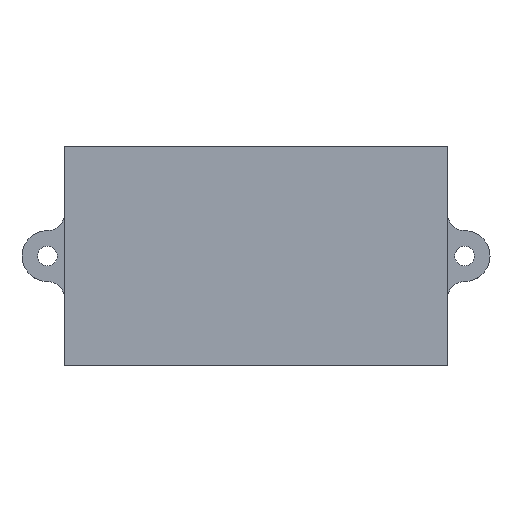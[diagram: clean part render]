
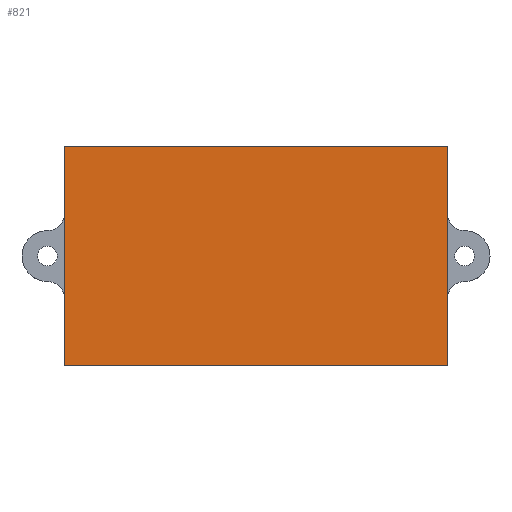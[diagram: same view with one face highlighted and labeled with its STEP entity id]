
A CAD part, top view. The second image highlights one B-rep face of the part: STEP entity #821.
In plain terms, the highlighted planar face has unit normal (0, 0, 1).
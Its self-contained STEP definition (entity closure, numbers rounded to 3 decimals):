
#672 = VERTEX_POINT('',#673);
#673 = CARTESIAN_POINT('',(-6.393,-4.,9.95));
#679 = EDGE_CURVE('',#672,#680,#682,.T.);
#680 = VERTEX_POINT('',#681);
#681 = CARTESIAN_POINT('',(-6.393,35.,9.95));
#682 = LINE('',#683,#684);
#683 = CARTESIAN_POINT('',(-6.393,-4.,9.95));
#684 = VECTOR('',#685,1.);
#685 = DIRECTION('',(0.,1.,0.));
#718 = VERTEX_POINT('',#719);
#719 = CARTESIAN_POINT('',(61.607,-4.,9.95));
#725 = EDGE_CURVE('',#672,#718,#726,.T.);
#726 = LINE('',#727,#728);
#727 = CARTESIAN_POINT('',(-6.393,-4.,9.95));
#728 = VECTOR('',#729,1.);
#729 = DIRECTION('',(1.,0.,0.));
#767 = VERTEX_POINT('',#768);
#768 = CARTESIAN_POINT('',(61.607,35.,9.95));
#774 = EDGE_CURVE('',#718,#767,#775,.T.);
#775 = LINE('',#776,#777);
#776 = CARTESIAN_POINT('',(61.607,-4.,9.95));
#777 = VECTOR('',#778,1.);
#778 = DIRECTION('',(0.,1.,0.));
#810 = EDGE_CURVE('',#680,#767,#811,.T.);
#811 = LINE('',#812,#813);
#812 = CARTESIAN_POINT('',(-6.393,35.,9.95));
#813 = VECTOR('',#814,1.);
#814 = DIRECTION('',(1.,0.,0.));
#821 = ADVANCED_FACE('',(#822),#828,.F.);
#822 = FACE_BOUND('',#823,.T.);
#823 = EDGE_LOOP('',(#824,#825,#826,#827));
#824 = ORIENTED_EDGE('',*,*,#679,.F.);
#825 = ORIENTED_EDGE('',*,*,#725,.T.);
#826 = ORIENTED_EDGE('',*,*,#774,.T.);
#827 = ORIENTED_EDGE('',*,*,#810,.F.);
#828 = PLANE('',#829);
#829 = AXIS2_PLACEMENT_3D('',#830,#831,#832);
#830 = CARTESIAN_POINT('',(-6.393,-4.,9.95));
#831 = DIRECTION('',(0.,0.,-1.));
#832 = DIRECTION('',(0.,1.,0.));
